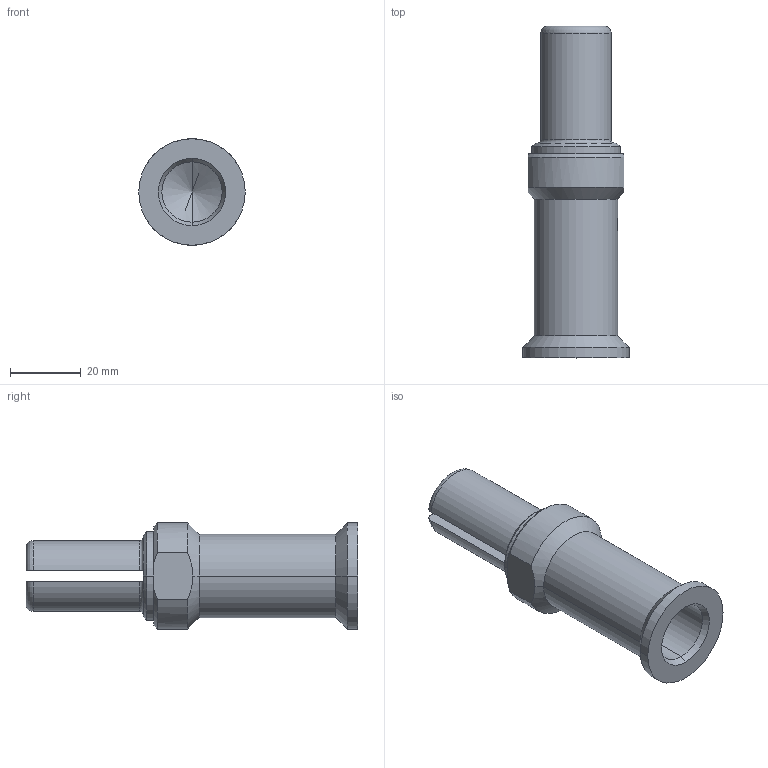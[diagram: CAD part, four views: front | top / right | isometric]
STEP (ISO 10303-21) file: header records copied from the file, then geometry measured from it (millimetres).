
FILE_DESCRIPTION((''),'2;1');
FILE_NAME('3D_1010301102002_CHSM650-95_V1_','2020-09-03T',('lian.chen'),(''),'PRO/ENGINEER BY PARAMETRIC TECHNOLOGY CORPORATION, 2012480','PRO/ENGINEER BY PARAMETRIC TECHNOLOGY CORPORATION, 2012480','');
FILE_SCHEMA(('AUTOMOTIVE_DESIGN { 1 0 10303 214 1 1 1 1 }'));
Length unit declared in the file: millimetre
Products named in the file (1): 3D_1010301102002_CHSM650-95_V1_
Bounding box: 30 x 93.5 x 30 mm (x, y, z)
Volume: 29160.1 mm3; surface area: 11559 mm2
Topology: 1 solids, 1 shells, 39 faces, 99 edges, 63 vertices
Faces by surface type: cylinder 14, cone 12, plane 9, torus 4
Entity records: 1539 total; most frequent: CARTESIAN_POINT 348, COLOUR_RGB 206, DIRECTION 197, ORIENTED_EDGE 194, EDGE_CURVE 97, AXIS2_PLACEMENT_3D 81, VERTEX_POINT 63, EDGE_LOOP 44
